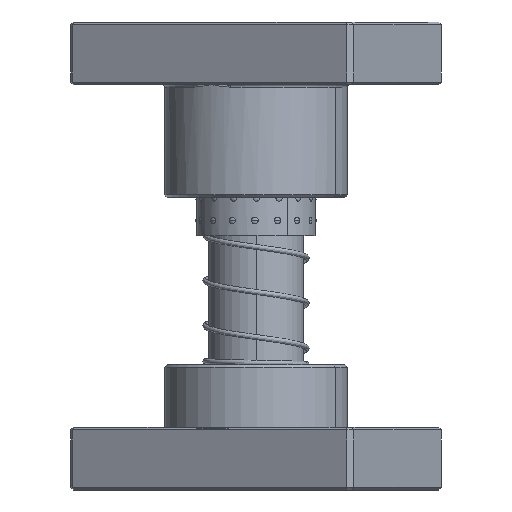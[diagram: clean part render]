
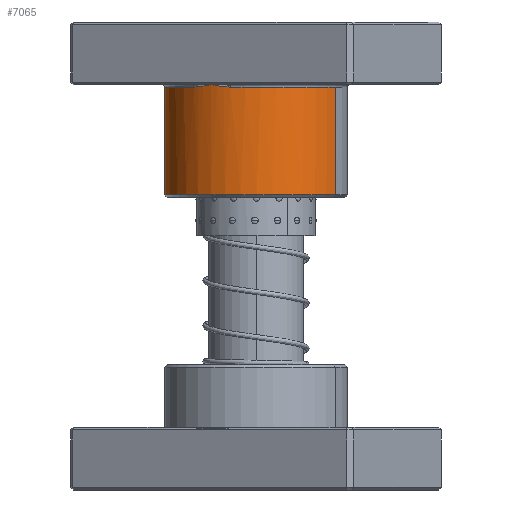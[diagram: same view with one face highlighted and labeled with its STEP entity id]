
A CAD part, left-side view. The second image highlights one B-rep face of the part: STEP entity #7065.
In plain terms, the highlighted cylindrical face has radius 36.5 mm (diameter 73 mm), a partial arc.
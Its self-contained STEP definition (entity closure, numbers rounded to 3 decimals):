
#1143 = DIRECTION ( 'NONE',  ( 0., 0., 1. ) ) ;
#1422 = CARTESIAN_POINT ( 'NONE',  ( 5.587, -36.077, 25.837 ) ) ;
#1625 = CARTESIAN_POINT ( 'NONE',  ( -2.798, -36.42, 25.47 ) ) ;
#2344 = CIRCLE ( 'NONE', #21019, 36.5 ) ;
#2548 = EDGE_CURVE ( 'NONE', #25688, #14479, #44273, .T. ) ;
#4862 = CARTESIAN_POINT ( 'NONE',  ( 7.68, -35.69, 26. ) ) ;
#4966 = DIRECTION ( 'NONE',  ( -1., 0., 0. ) ) ;
#5061 = CARTESIAN_POINT ( 'NONE',  ( 0., -36.5, 25. ) ) ;
#6127 = CARTESIAN_POINT ( 'NONE',  ( 36.5, 0., 26. ) ) ;
#6466 = EDGE_CURVE ( 'NONE', #43748, #8967, #8998, .T. ) ;
#7065 = ADVANCED_FACE ( 'NONE', ( #14789 ), #40992, .T. ) ;
#8967 = VERTEX_POINT ( 'NONE', #6127 ) ;
#8998 = LINE ( 'NONE', #31876, #44264 ) ;
#9610 = CARTESIAN_POINT ( 'NONE',  ( -8.373, -35.527, 26. ) ) ;
#9938 = ORIENTED_EDGE ( 'NONE', *, *, #42302, .T. ) ;
#11095 = EDGE_CURVE ( 'NONE', #16100, #25688, #22261, .T. ) ;
#11417 = DIRECTION ( 'NONE',  ( 0., 0., -1. ) ) ;
#11567 = CARTESIAN_POINT ( 'NONE',  ( 0.349, -36.5, 25.059 ) ) ;
#11623 = CARTESIAN_POINT ( 'NONE',  ( -7.68, -35.69, 26. ) ) ;
#14388 = CARTESIAN_POINT ( 'NONE',  ( 36.5, 0., 69. ) ) ;
#14479 = VERTEX_POINT ( 'NONE', #21714 ) ;
#14503 = CARTESIAN_POINT ( 'NONE',  ( 0., 0., 70. ) ) ;
#14789 = FACE_OUTER_BOUND ( 'NONE', #40810, .T. ) ;
#14971 = CARTESIAN_POINT ( 'NONE',  ( 1.4, -36.475, 25.234 ) ) ;
#16100 = VERTEX_POINT ( 'NONE', #9610 ) ;
#16136 = DIRECTION ( 'NONE',  ( 0., 0., -1. ) ) ;
#16631 = DIRECTION ( 'NONE',  ( 0., 0., 1. ) ) ;
#17080 = DIRECTION ( 'NONE',  ( 0., 0., -1. ) ) ;
#17384 = ORIENTED_EDGE ( 'NONE', *, *, #42229, .T. ) ;
#18401 = CARTESIAN_POINT ( 'NONE',  ( 2.798, -36.399, 25.459 ) ) ;
#18611 = CARTESIAN_POINT ( 'NONE',  ( -6.984, -35.833, 25.96 ) ) ;
#18767 = AXIS2_PLACEMENT_3D ( 'NONE', #37118, #16631, #40541 ) ;
#19557 = ORIENTED_EDGE ( 'NONE', *, *, #20503, .T. ) ;
#19934 = EDGE_CURVE ( 'NONE', #14479, #8967, #23301, .T. ) ;
#20503 = EDGE_CURVE ( 'NONE', #43748, #30965, #2344, .T. ) ;
#21019 = AXIS2_PLACEMENT_3D ( 'NONE', #36606, #16136, #40035 ) ;
#21617 = CARTESIAN_POINT ( 'NONE',  ( 0., 0., 26. ) ) ;
#21714 = CARTESIAN_POINT ( 'NONE',  ( 8.373, -35.527, 26. ) ) ;
#21890 = CARTESIAN_POINT ( 'NONE',  ( 4.89, -36.178, 25.754 ) ) ;
#22091 = CARTESIAN_POINT ( 'NONE',  ( -4.89, -36.178, 25.754 ) ) ;
#22254 = VERTEX_POINT ( 'NONE', #36357 ) ;
#22261 = B_SPLINE_CURVE_WITH_KNOTS ( 'NONE', 3,
 ( #35659, #11623, #18611, #42514, #22091, #1625, #25582, #5061 ),
 .UNSPECIFIED., .F., .F.,
 ( 4, 2, 2, 4 ),
 ( 0., 0.002, 0.004, 0.009 ),
 .UNSPECIFIED. ) ;
#23301 = CIRCLE ( 'NONE', #30437, 36.5 ) ;
#23382 = ORIENTED_EDGE ( 'NONE', *, *, #2548, .T. ) ;
#25096 = DIRECTION ( 'NONE',  ( 1., 0., 0. ) ) ;
#25237 = CIRCLE ( 'NONE', #18767, 36.5 ) ;
#25361 = CARTESIAN_POINT ( 'NONE',  ( 6.984, -35.833, 25.96 ) ) ;
#25582 = CARTESIAN_POINT ( 'NONE',  ( -1.403, -36.5, 25.235 ) ) ;
#25688 = VERTEX_POINT ( 'NONE', #27720 ) ;
#27720 = CARTESIAN_POINT ( 'NONE',  ( 0., -36.5, 25. ) ) ;
#28777 = CARTESIAN_POINT ( 'NONE',  ( 8.373, -35.527, 26. ) ) ;
#30090 = CARTESIAN_POINT ( 'NONE',  ( -36.5, 0., 69. ) ) ;
#30437 = AXIS2_PLACEMENT_3D ( 'NONE', #21617, #1143, #25096 ) ;
#30965 = VERTEX_POINT ( 'NONE', #30090 ) ;
#31876 = CARTESIAN_POINT ( 'NONE',  ( 36.5, 0., 70. ) ) ;
#32017 = CARTESIAN_POINT ( 'NONE',  ( 0.701, -36.495, 25.118 ) ) ;
#32109 = LINE ( 'NONE', #40990, #41196 ) ;
#32565 = DIRECTION ( 'NONE',  ( 0., 0., -1. ) ) ;
#33988 = ORIENTED_EDGE ( 'NONE', *, *, #11095, .T. ) ;
#35442 = CARTESIAN_POINT ( 'NONE',  ( 0., -36.5, 25. ) ) ;
#35659 = CARTESIAN_POINT ( 'NONE',  ( -8.373, -35.527, 26. ) ) ;
#36357 = CARTESIAN_POINT ( 'NONE',  ( -36.5, 0., 26. ) ) ;
#36606 = CARTESIAN_POINT ( 'NONE',  ( 0., 0., 69. ) ) ;
#37118 = CARTESIAN_POINT ( 'NONE',  ( 0., 0., 26. ) ) ;
#38813 = ORIENTED_EDGE ( 'NONE', *, *, #19934, .T. ) ;
#38882 = CARTESIAN_POINT ( 'NONE',  ( 1.75, -36.46, 25.291 ) ) ;
#40035 = DIRECTION ( 'NONE',  ( 1., 0., 0. ) ) ;
#40541 = DIRECTION ( 'NONE',  ( 1., 0., 0. ) ) ;
#40810 = EDGE_LOOP ( 'NONE', ( #43066, #19557, #9938, #17384, #33988, #23382, #38813 ) ) ;
#40990 = CARTESIAN_POINT ( 'NONE',  ( -36.5, 0., 70. ) ) ;
#40992 = CYLINDRICAL_SURFACE ( 'NONE', #42148, 36.5 ) ;
#41196 = VECTOR ( 'NONE', #17080, 1000. ) ;
#42148 = AXIS2_PLACEMENT_3D ( 'NONE', #14503, #32565, #4966 ) ;
#42229 = EDGE_CURVE ( 'NONE', #22254, #16100, #25237, .T. ) ;
#42302 = EDGE_CURVE ( 'NONE', #30965, #22254, #32109, .T. ) ;
#42305 = CARTESIAN_POINT ( 'NONE',  ( 3.495, -36.339, 25.565 ) ) ;
#42514 = CARTESIAN_POINT ( 'NONE',  ( -5.587, -36.077, 25.837 ) ) ;
#43066 = ORIENTED_EDGE ( 'NONE', *, *, #6466, .F. ) ;
#43748 = VERTEX_POINT ( 'NONE', #14388 ) ;
#44264 = VECTOR ( 'NONE', #11417, 1000. ) ;
#44273 = B_SPLINE_CURVE_WITH_KNOTS ( 'NONE', 3,
 ( #35442, #11567, #32017, #14971, #38882, #18401, #42305, #21890, #1422, #25361, #4862, #28777 ),
 .UNSPECIFIED., .F., .F.,
 ( 4, 2, 2, 2, 2, 4 ),
 ( 0., 0.001, 0.002, 0.004, 0.006, 0.008 ),
 .UNSPECIFIED. ) ;
